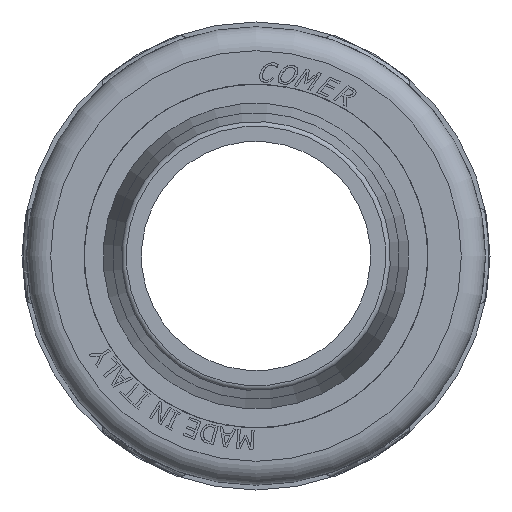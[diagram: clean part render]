
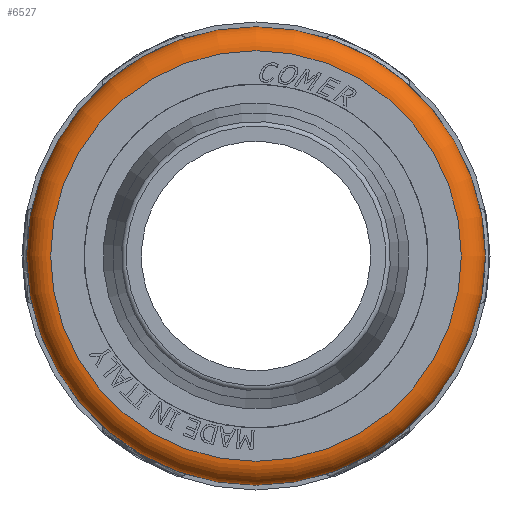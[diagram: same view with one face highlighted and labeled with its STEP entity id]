
A CAD part, left-side view. The second image highlights one B-rep face of the part: STEP entity #6527.
In plain terms, the highlighted toroidal (fillet/blend) face has major radius 43 mm and minor radius 5 mm.
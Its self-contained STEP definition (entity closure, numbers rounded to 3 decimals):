
#1851=FACE_BOUND('',#2615,.T.);
#2206=FACE_OUTER_BOUND('',#2614,.T.);
#2614=EDGE_LOOP('',(#6002));
#2615=EDGE_LOOP('',(#6003));
#2694=CIRCLE('',#6822,43.);
#2763=CIRCLE('',#6975,48.);
#3271=VERTEX_POINT('',#10758);
#3382=VERTEX_POINT('',#11130);
#4103=EDGE_CURVE('',#3271,#3271,#2694,.T.);
#4280=EDGE_CURVE('',#3382,#3382,#2763,.T.);
#6002=ORIENTED_EDGE('',*,*,#4280,.T.);
#6003=ORIENTED_EDGE('',*,*,#4103,.T.);
#6179=TOROIDAL_SURFACE('',#6978,43.,5.);
#6527=ADVANCED_FACE('',(#2206,#1851),#6179,.T.);
#6822=AXIS2_PLACEMENT_3D('',#10759,#8109,#8110);
#6975=AXIS2_PLACEMENT_3D('',#11131,#8523,#8524);
#6978=AXIS2_PLACEMENT_3D('',#11135,#8529,#8530);
#8109=DIRECTION('center_axis',(1.,0.,0.));
#8110=DIRECTION('ref_axis',(0.,1.,0.));
#8523=DIRECTION('center_axis',(-1.,0.,0.));
#8524=DIRECTION('ref_axis',(0.,1.,0.));
#8529=DIRECTION('center_axis',(-1.,0.,0.));
#8530=DIRECTION('ref_axis',(0.,0.,1.));
#10758=CARTESIAN_POINT('',(0.,-43.,0.));
#10759=CARTESIAN_POINT('Origin',(0.,0.,0.));
#11130=CARTESIAN_POINT('',(5.,-48.,0.));
#11131=CARTESIAN_POINT('Origin',(5.,0.,0.));
#11135=CARTESIAN_POINT('Origin',(5.,0.,0.));
